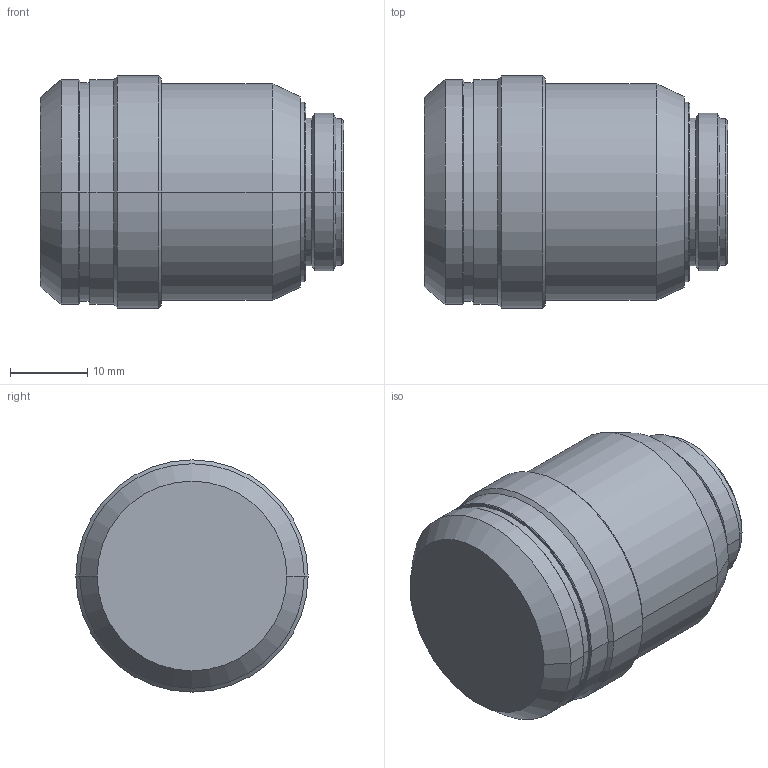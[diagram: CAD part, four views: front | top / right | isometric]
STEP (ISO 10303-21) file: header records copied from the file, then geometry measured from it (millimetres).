
FILE_DESCRIPTION (( 'STEP AP203' ), '1' );
FILE_NAME ('690077.step', '2025-04-14T08:40:18', ( 'MSI' ), ( '' ), 'SwSTEP 2.0', 'SolidWorks 2020', '' );
FILE_SCHEMA (( 'CONFIG_CONTROL_DESIGN' ));
Length unit declared in the file: millimetre
Products named in the file (3): 690077.stp; MPLFLN2.5X2.stp; 690077
Assembly tree (2 placements, depth 3):
  690077
    690077.stp
      MPLFLN2.5X2.stp
Bounding box: 39.2 x 30 x 30 mm (x, y, z)
Volume: 22887.7 mm3; surface area: 4556.2 mm2
Topology: 1 solids, 1 shells, 45 faces, 88 edges, 50 vertices
Faces by surface type: cone 20, cylinder 18, plane 7
Entity records: 1453 total; most frequent: DIRECTION 240, CARTESIAN_POINT 189, ORIENTED_EDGE 176, AXIS2_PLACEMENT_3D 101, EDGE_CURVE 88, CIRCLE 50, EDGE_LOOP 50, VERTEX_POINT 50
